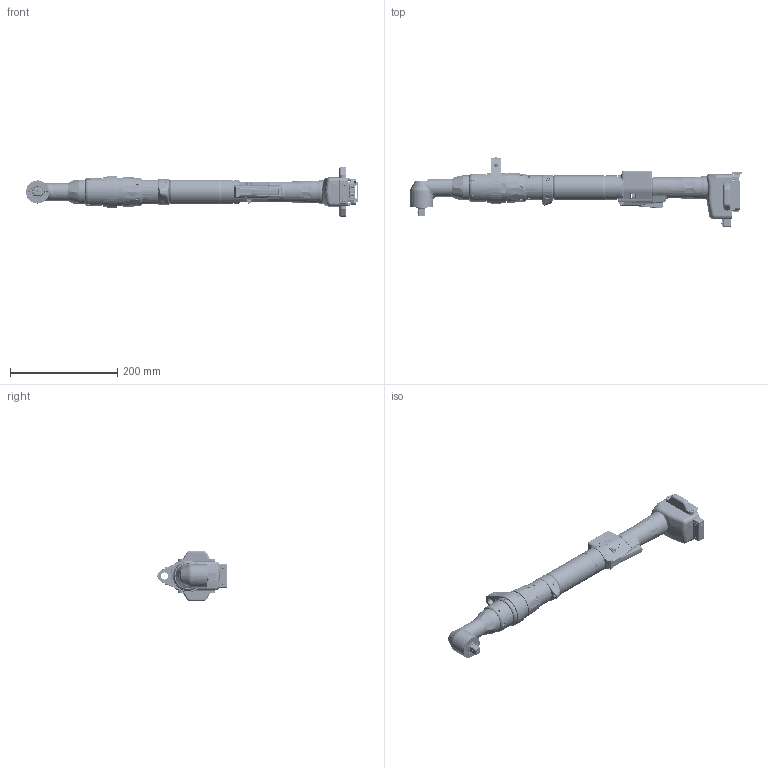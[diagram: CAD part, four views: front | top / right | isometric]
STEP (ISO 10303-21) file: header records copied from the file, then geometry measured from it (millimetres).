
FILE_DESCRIPTION((''),'2;1');
FILE_NAME('47BAYB70P4_SW0001','2016-02-29T',('k62ak'),(''),'PRO/ENGINEER BY PARAMETRIC TECHNOLOGY CORPORATION, 2010140','PRO/ENGINEER BY PARAMETRIC TECHNOLOGY CORPORATION, 2010140','');
FILE_SCHEMA(('CONFIG_CONTROL_DESIGN'));
Products named in the file (1): 47BAYB70P4_SW0001
Bounding box: 618.15 x 130.35 x 93.5 mm (x, y, z)
Volume: 508527.3 mm3; surface area: 318191.2 mm2
Topology: 8 solids, 8 shells, 8808 faces, 24510 edges, 15956 vertices
Faces by surface type: plane 6278, cylinder 1644, bspline 310, cone 285, torus 193, sphere 92, extrusion 6
Entity records: 332992 total; most frequent: CARTESIAN_POINT 111721, ORIENTED_EDGE 48994, DIRECTION 41721, EDGE_CURVE 24497, VECTOR 17241, LINE 17235, VERTEX_POINT 15956, AXIS2_PLACEMENT_3D 12240
